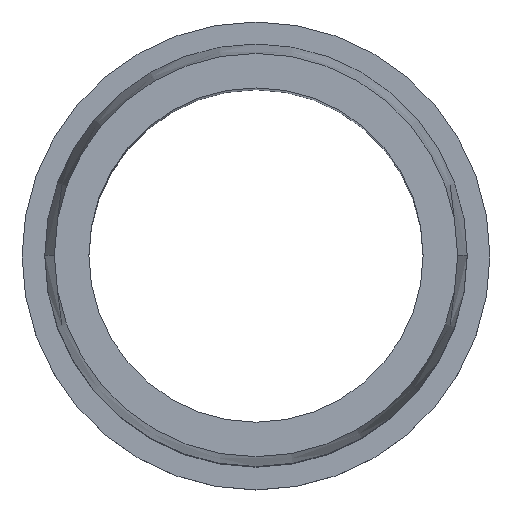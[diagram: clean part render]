
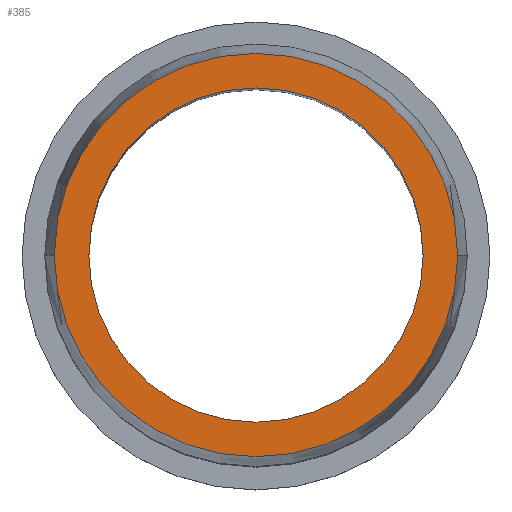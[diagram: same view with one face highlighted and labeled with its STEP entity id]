
A CAD part, top view. The second image highlights one B-rep face of the part: STEP entity #385.
In plain terms, the highlighted planar face has unit normal (0, 0, 1).
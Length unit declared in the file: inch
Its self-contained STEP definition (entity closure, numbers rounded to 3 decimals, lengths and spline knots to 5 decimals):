
#6 = DIRECTION ( 'NONE',  ( 0., 0., 1. ) ) ;
#29 = CARTESIAN_POINT ( 'NONE',  ( 0., 0., 1. ) ) ;
#99 = PLANE ( 'NONE',  #247 ) ;
#123 = DIRECTION ( 'NONE',  ( 1., 0., 0. ) ) ;
#188 = VERTEX_POINT ( 'NONE', #1100 ) ;
#193 = AXIS2_PLACEMENT_3D ( 'NONE', #901, #400, #988 ) ;
#214 = CARTESIAN_POINT ( 'NONE',  ( 0., 0., 1. ) ) ;
#247 = AXIS2_PLACEMENT_3D ( 'NONE', #534, #6, #710 ) ;
#250 = FACE_OUTER_BOUND ( 'NONE', #272, .T. ) ;
#272 = EDGE_LOOP ( 'NONE', ( #499, #772 ) ) ;
#304 = DIRECTION ( 'NONE',  ( -1., 0., 0. ) ) ;
#351 = DIRECTION ( 'NONE',  ( 0., 0., -1. ) ) ;
#381 = EDGE_LOOP ( 'NONE', ( #503, #764 ) ) ;
#385 = ADVANCED_FACE ( 'NONE', ( #781, #250 ), #99, .T. ) ;
#400 = DIRECTION ( 'NONE',  ( 0., 0., 1. ) ) ;
#404 = CIRCLE ( 'NONE', #780, 0.3125 ) ;
#487 = VERTEX_POINT ( 'NONE', #976 ) ;
#490 = EDGE_CURVE ( 'NONE', #487, #895, #404, .T. ) ;
#499 = ORIENTED_EDGE ( 'NONE', *, *, #540, .F. ) ;
#503 = ORIENTED_EDGE ( 'NONE', *, *, #490, .F. ) ;
#522 = AXIS2_PLACEMENT_3D ( 'NONE', #848, #351, #935 ) ;
#524 = VERTEX_POINT ( 'NONE', #554 ) ;
#530 = CIRCLE ( 'NONE', #522, 0.377 ) ;
#534 = CARTESIAN_POINT ( 'NONE',  ( 0., 0., 1. ) ) ;
#540 = EDGE_CURVE ( 'NONE', #524, #188, #993, .T. ) ;
#554 = CARTESIAN_POINT ( 'NONE',  ( 0.377, 0., 1. ) ) ;
#556 = AXIS2_PLACEMENT_3D ( 'NONE', #214, #807, #304 ) ;
#635 = DIRECTION ( 'NONE',  ( 0., 0., 1. ) ) ;
#710 = DIRECTION ( 'NONE',  ( 1., 0., 0. ) ) ;
#736 = EDGE_CURVE ( 'NONE', #188, #524, #530, .T. ) ;
#764 = ORIENTED_EDGE ( 'NONE', *, *, #1015, .F. ) ;
#772 = ORIENTED_EDGE ( 'NONE', *, *, #736, .F. ) ;
#780 = AXIS2_PLACEMENT_3D ( 'NONE', #29, #635, #123 ) ;
#781 = FACE_BOUND ( 'NONE', #381, .T. ) ;
#807 = DIRECTION ( 'NONE',  ( 0., 0., -1. ) ) ;
#848 = CARTESIAN_POINT ( 'NONE',  ( 0., 0., 1. ) ) ;
#885 = CARTESIAN_POINT ( 'NONE',  ( -0.3125, 0., 1. ) ) ;
#895 = VERTEX_POINT ( 'NONE', #885 ) ;
#901 = CARTESIAN_POINT ( 'NONE',  ( 0., 0., 1. ) ) ;
#935 = DIRECTION ( 'NONE',  ( -1., 0., 0. ) ) ;
#976 = CARTESIAN_POINT ( 'NONE',  ( 0.3125, 0., 1. ) ) ;
#988 = DIRECTION ( 'NONE',  ( 1., 0., 0. ) ) ;
#993 = CIRCLE ( 'NONE', #556, 0.377 ) ;
#1015 = EDGE_CURVE ( 'NONE', #895, #487, #1046, .T. ) ;
#1046 = CIRCLE ( 'NONE', #193, 0.3125 ) ;
#1100 = CARTESIAN_POINT ( 'NONE',  ( -0.377, 0., 1. ) ) ;
